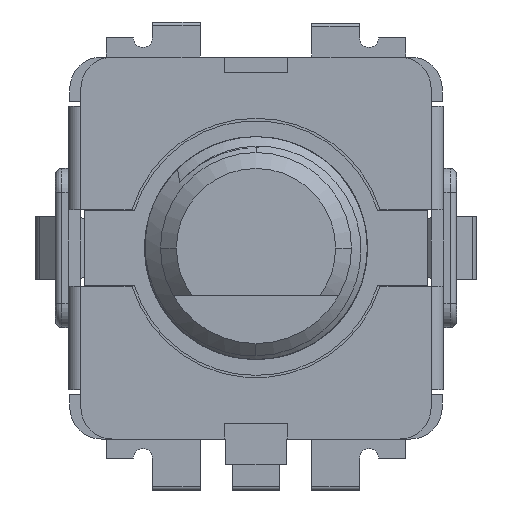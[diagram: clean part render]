
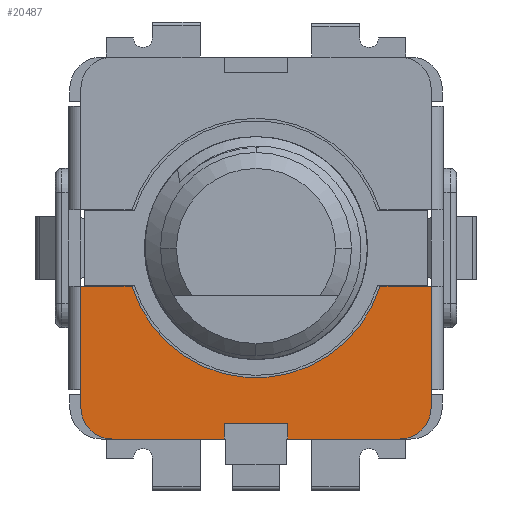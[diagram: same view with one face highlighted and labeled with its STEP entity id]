
A CAD part, front view. The second image highlights one B-rep face of the part: STEP entity #20487.
In plain terms, the highlighted planar face has unit normal (0, -1, 0).
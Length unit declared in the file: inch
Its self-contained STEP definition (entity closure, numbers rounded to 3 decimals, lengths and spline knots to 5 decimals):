
#84 = CARTESIAN_POINT ( 'NONE',  ( -0.17717, 0.2912, -0.19685 ) ) ;
#547 = VECTOR ( 'NONE', #5696, 39.37008 ) ;
#1301 = EDGE_CURVE ( 'NONE', #22052, #3932, #1572, .T. ) ;
#1572 = LINE ( 'NONE', #19959, #2479 ) ;
#1842 = CIRCLE ( 'NONE', #14987, 0.03937 ) ;
#1858 = DIRECTION ( 'NONE',  ( 0., 0., -1. ) ) ;
#1942 = ORIENTED_EDGE ( 'NONE', *, *, #9911, .T. ) ;
#2296 = CARTESIAN_POINT ( 'NONE',  ( -0.21654, 0.2912, 0. ) ) ;
#2479 = VECTOR ( 'NONE', #8380, 39.37008 ) ;
#2557 = EDGE_CURVE ( 'NONE', #7369, #18961, #14751, .T. ) ;
#2562 = DIRECTION ( 'NONE',  ( -1., 0., 0. ) ) ;
#2669 = CARTESIAN_POINT ( 'NONE',  ( -0.17717, 0.2912, -0.23622 ) ) ;
#3188 = EDGE_CURVE ( 'NONE', #12568, #13894, #20470, .T. ) ;
#3582 = DIRECTION ( 'NONE',  ( -1., 0., 0. ) ) ;
#3693 = DIRECTION ( 'NONE',  ( 0., 0., -1. ) ) ;
#3932 = VERTEX_POINT ( 'NONE', #12791 ) ;
#3956 = ORIENTED_EDGE ( 'NONE', *, *, #7170, .F. ) ;
#4026 = DIRECTION ( 'NONE',  ( -1., 0., 0. ) ) ;
#4258 = CARTESIAN_POINT ( 'NONE',  ( 0., 0.2912, -0.04724 ) ) ;
#4509 = VECTOR ( 'NONE', #11330, 39.37008 ) ;
#4610 = EDGE_CURVE ( 'NONE', #19995, #6940, #16028, .T. ) ;
#4774 = LINE ( 'NONE', #15101, #19796 ) ;
#4875 = DIRECTION ( 'NONE',  ( 0., 1., 0. ) ) ;
#4934 = CARTESIAN_POINT ( 'NONE',  ( -0.21654, 0.2912, -0.1752 ) ) ;
#5048 = CARTESIAN_POINT ( 'NONE',  ( 0.17717, 0.2912, -0.23622 ) ) ;
#5089 = DIRECTION ( 'NONE',  ( 0., 0., 1. ) ) ;
#5130 = DIRECTION ( 'NONE',  ( 0., 0., 1. ) ) ;
#5696 = DIRECTION ( 'NONE',  ( 0., 0., 1. ) ) ;
#5946 = VECTOR ( 'NONE', #1858, 39.37008 ) ;
#6006 = VECTOR ( 'NONE', #3582, 39.37008 ) ;
#6479 = VECTOR ( 'NONE', #4026, 39.37008 ) ;
#6556 = CARTESIAN_POINT ( 'NONE',  ( 0., 0.2912, 0. ) ) ;
#6587 = CARTESIAN_POINT ( 'NONE',  ( 0.21654, 0.2912, 0. ) ) ;
#6618 = CARTESIAN_POINT ( 'NONE',  ( 0.03937, 0.2912, -0.23622 ) ) ;
#6940 = VERTEX_POINT ( 'NONE', #6618 ) ;
#6949 = LINE ( 'NONE', #12068, #15364 ) ;
#7170 = EDGE_CURVE ( 'NONE', #10433, #12539, #10496, .T. ) ;
#7211 = ORIENTED_EDGE ( 'NONE', *, *, #18456, .T. ) ;
#7369 = VERTEX_POINT ( 'NONE', #11595 ) ;
#7469 = ORIENTED_EDGE ( 'NONE', *, *, #10857, .T. ) ;
#7479 = CARTESIAN_POINT ( 'NONE',  ( 0.15332, 0.2912, -0.04724 ) ) ;
#7721 = AXIS2_PLACEMENT_3D ( 'NONE', #20697, #14122, #20928 ) ;
#8155 = CARTESIAN_POINT ( 'NONE',  ( 0.21654, 0.2912, -0.1752 ) ) ;
#8380 = DIRECTION ( 'NONE',  ( 1., 0., 0. ) ) ;
#8727 = VERTEX_POINT ( 'NONE', #7479 ) ;
#8737 = ORIENTED_EDGE ( 'NONE', *, *, #4610, .F. ) ;
#8782 = CARTESIAN_POINT ( 'NONE',  ( -0.03937, 0.2912, -0.21654 ) ) ;
#9879 = ORIENTED_EDGE ( 'NONE', *, *, #20744, .T. ) ;
#9911 = EDGE_CURVE ( 'NONE', #3932, #6940, #6949, .T. ) ;
#10433 = VERTEX_POINT ( 'NONE', #16646 ) ;
#10496 = LINE ( 'NONE', #12170, #6006 ) ;
#10656 = DIRECTION ( 'NONE',  ( 0., 0., -1. ) ) ;
#10857 = EDGE_CURVE ( 'NONE', #13894, #8727, #10944, .T. ) ;
#10944 = LINE ( 'NONE', #4258, #6479 ) ;
#10966 = EDGE_CURVE ( 'NONE', #19995, #11061, #1842, .T. ) ;
#11061 = VERTEX_POINT ( 'NONE', #20594 ) ;
#11330 = DIRECTION ( 'NONE',  ( 0., 0., -1. ) ) ;
#11353 = AXIS2_PLACEMENT_3D ( 'NONE', #6556, #4875, #5089 ) ;
#11593 = CARTESIAN_POINT ( 'NONE',  ( 0.17717, 0.2912, -0.19685 ) ) ;
#11595 = CARTESIAN_POINT ( 'NONE',  ( -0.21654, 0.2912, -0.04724 ) ) ;
#11785 = DIRECTION ( 'NONE',  ( 0., 0., 1. ) ) ;
#11996 = LINE ( 'NONE', #2296, #5946 ) ;
#12000 = VERTEX_POINT ( 'NONE', #19336 ) ;
#12068 = CARTESIAN_POINT ( 'NONE',  ( 0.03937, 0.2912, 0. ) ) ;
#12165 = ORIENTED_EDGE ( 'NONE', *, *, #18569, .T. ) ;
#12170 = CARTESIAN_POINT ( 'NONE',  ( -0.23031, 0.2912, -0.23622 ) ) ;
#12539 = VERTEX_POINT ( 'NONE', #2669 ) ;
#12568 = VERTEX_POINT ( 'NONE', #8155 ) ;
#12673 = EDGE_LOOP ( 'NONE', ( #12165, #19097, #7469, #16309, #7211, #13428, #18157, #14917, #3956, #9879, #19049, #1942, #8737, #19269 ) ) ;
#12791 = CARTESIAN_POINT ( 'NONE',  ( 0.03937, 0.2912, -0.21654 ) ) ;
#13050 = LINE ( 'NONE', #16046, #18781 ) ;
#13428 = ORIENTED_EDGE ( 'NONE', *, *, #2557, .T. ) ;
#13894 = VERTEX_POINT ( 'NONE', #14547 ) ;
#13901 = PLANE ( 'NONE',  #7721 ) ;
#14122 = DIRECTION ( 'NONE',  ( 0., -1., 0. ) ) ;
#14481 = DIRECTION ( 'NONE',  ( -1., 0., 0. ) ) ;
#14547 = CARTESIAN_POINT ( 'NONE',  ( 0.21654, 0.2912, -0.04724 ) ) ;
#14751 = LINE ( 'NONE', #20211, #4509 ) ;
#14917 = ORIENTED_EDGE ( 'NONE', *, *, #19409, .T. ) ;
#14987 = AXIS2_PLACEMENT_3D ( 'NONE', #11593, #16484, #19723 ) ;
#15101 = CARTESIAN_POINT ( 'NONE',  ( -0.03937, 0.2912, 0. ) ) ;
#15234 = CIRCLE ( 'NONE', #11353, 0.16043 ) ;
#15279 = VERTEX_POINT ( 'NONE', #18638 ) ;
#15364 = VECTOR ( 'NONE', #3693, 39.37008 ) ;
#15741 = EDGE_CURVE ( 'NONE', #8727, #15279, #15234, .T. ) ;
#16028 = LINE ( 'NONE', #16235, #18657 ) ;
#16046 = CARTESIAN_POINT ( 'NONE',  ( 0., 0.2912, -0.04724 ) ) ;
#16235 = CARTESIAN_POINT ( 'NONE',  ( -0.23031, 0.2912, -0.23622 ) ) ;
#16309 = ORIENTED_EDGE ( 'NONE', *, *, #15741, .T. ) ;
#16484 = DIRECTION ( 'NONE',  ( 0., -1., 0. ) ) ;
#16646 = CARTESIAN_POINT ( 'NONE',  ( -0.03937, 0.2912, -0.23622 ) ) ;
#17041 = CIRCLE ( 'NONE', #17397, 0.03937 ) ;
#17354 = FACE_OUTER_BOUND ( 'NONE', #12673, .T. ) ;
#17397 = AXIS2_PLACEMENT_3D ( 'NONE', #84, #19096, #10656 ) ;
#18095 = VECTOR ( 'NONE', #5130, 39.37008 ) ;
#18157 = ORIENTED_EDGE ( 'NONE', *, *, #20930, .T. ) ;
#18456 = EDGE_CURVE ( 'NONE', #15279, #7369, #13050, .T. ) ;
#18569 = EDGE_CURVE ( 'NONE', #11061, #12568, #21933, .T. ) ;
#18638 = CARTESIAN_POINT ( 'NONE',  ( -0.15332, 0.2912, -0.04724 ) ) ;
#18657 = VECTOR ( 'NONE', #2562, 39.37008 ) ;
#18781 = VECTOR ( 'NONE', #14481, 39.37008 ) ;
#18961 = VERTEX_POINT ( 'NONE', #4934 ) ;
#19049 = ORIENTED_EDGE ( 'NONE', *, *, #1301, .T. ) ;
#19096 = DIRECTION ( 'NONE',  ( 0., -1., 0. ) ) ;
#19097 = ORIENTED_EDGE ( 'NONE', *, *, #3188, .T. ) ;
#19250 = CARTESIAN_POINT ( 'NONE',  ( 0.21654, 0.2912, 0. ) ) ;
#19269 = ORIENTED_EDGE ( 'NONE', *, *, #10966, .T. ) ;
#19336 = CARTESIAN_POINT ( 'NONE',  ( -0.21654, 0.2912, -0.19685 ) ) ;
#19409 = EDGE_CURVE ( 'NONE', #12000, #12539, #17041, .T. ) ;
#19723 = DIRECTION ( 'NONE',  ( 0., 0., -1. ) ) ;
#19796 = VECTOR ( 'NONE', #11785, 39.37008 ) ;
#19959 = CARTESIAN_POINT ( 'NONE',  ( 0., 0.2912, -0.21654 ) ) ;
#19995 = VERTEX_POINT ( 'NONE', #5048 ) ;
#20211 = CARTESIAN_POINT ( 'NONE',  ( -0.21654, 0.2912, 0. ) ) ;
#20470 = LINE ( 'NONE', #19250, #547 ) ;
#20487 = ADVANCED_FACE ( 'NONE', ( #17354 ), #13901, .T. ) ;
#20594 = CARTESIAN_POINT ( 'NONE',  ( 0.21654, 0.2912, -0.19685 ) ) ;
#20697 = CARTESIAN_POINT ( 'NONE',  ( 0., 0.2912, 0. ) ) ;
#20744 = EDGE_CURVE ( 'NONE', #10433, #22052, #4774, .T. ) ;
#20928 = DIRECTION ( 'NONE',  ( 0., 0., -1. ) ) ;
#20930 = EDGE_CURVE ( 'NONE', #18961, #12000, #11996, .T. ) ;
#21933 = LINE ( 'NONE', #6587, #18095 ) ;
#22052 = VERTEX_POINT ( 'NONE', #8782 ) ;
